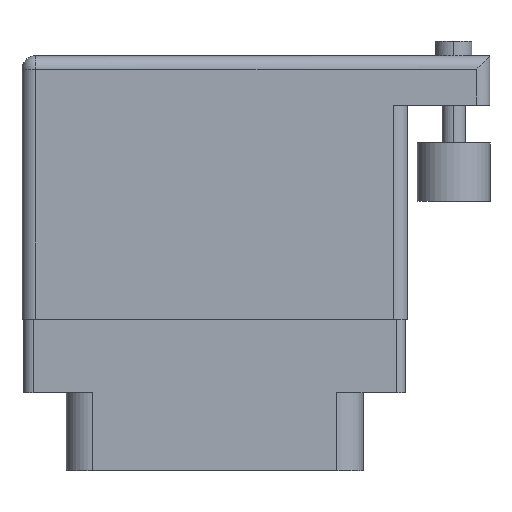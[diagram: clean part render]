
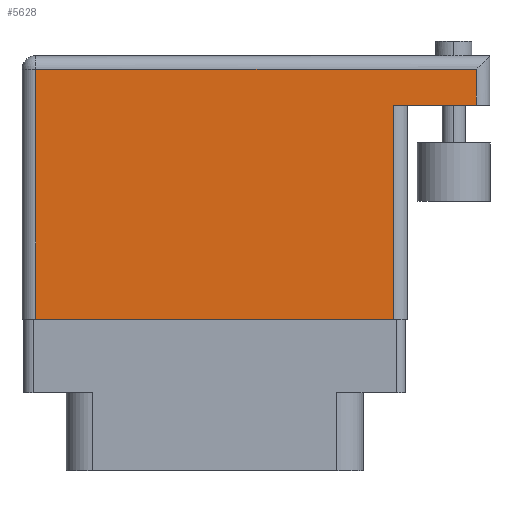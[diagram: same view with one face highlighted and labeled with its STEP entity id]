
A CAD part, front view. The second image highlights one B-rep face of the part: STEP entity #5628.
In plain terms, the highlighted face is planar.
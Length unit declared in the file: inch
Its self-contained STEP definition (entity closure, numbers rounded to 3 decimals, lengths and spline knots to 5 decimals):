
#1034 = VECTOR ( 'NONE', #12791, 39.37008 ) ;
#1508 = DIRECTION ( 'NONE',  ( 0., 0., -1. ) ) ;
#1661 = DIRECTION ( 'NONE',  ( 1., 0., 0. ) ) ;
#2326 = VERTEX_POINT ( 'NONE', #20111 ) ;
#3005 = LINE ( 'NONE', #10972, #1034 ) ;
#4113 = EDGE_CURVE ( 'NONE', #11134, #2326, #14886, .T. ) ;
#4781 = ORIENTED_EDGE ( 'NONE', *, *, #15048, .T. ) ;
#5064 = VECTOR ( 'NONE', #18131, 39.37008 ) ;
#5628 = ADVANCED_FACE ( 'NONE', ( #16511 ), #8634, .F. ) ;
#5742 = CARTESIAN_POINT ( 'NONE',  ( 1.278, 0., 0. ) ) ;
#6213 = VERTEX_POINT ( 'NONE', #17619 ) ;
#7196 = CARTESIAN_POINT ( 'NONE',  ( 0., 0., 0. ) ) ;
#7729 = CARTESIAN_POINT ( 'NONE',  ( 1.278, 0.736, 0. ) ) ;
#8407 = DIRECTION ( 'NONE',  ( -1., 0., 0. ) ) ;
#8634 = PLANE ( 'NONE',  #15543 ) ;
#8692 = DIRECTION ( 'NONE',  ( 0., 1., 0. ) ) ;
#9029 = CARTESIAN_POINT ( 'NONE',  ( 1.278, 0.736, 0. ) ) ;
#10325 = VERTEX_POINT ( 'NONE', #12724 ) ;
#10333 = CARTESIAN_POINT ( 'NONE',  ( 1.562, 0.906, 0. ) ) ;
#10887 = EDGE_CURVE ( 'NONE', #6213, #10325, #19994, .T. ) ;
#10972 = CARTESIAN_POINT ( 'NONE',  ( 0., 0.859, 0. ) ) ;
#11134 = VERTEX_POINT ( 'NONE', #12078 ) ;
#11224 = LINE ( 'NONE', #7196, #17671 ) ;
#12078 = CARTESIAN_POINT ( 'NONE',  ( 0.047, 0.859, 0. ) ) ;
#12552 = ORIENTED_EDGE ( 'NONE', *, *, #20920, .T. ) ;
#12724 = CARTESIAN_POINT ( 'NONE',  ( 1.562, 0.859, 0. ) ) ;
#12791 = DIRECTION ( 'NONE',  ( -1., 0., 0. ) ) ;
#12806 = DIRECTION ( 'NONE',  ( 0., 1., 0. ) ) ;
#14197 = LINE ( 'NONE', #9029, #14465 ) ;
#14442 = ORIENTED_EDGE ( 'NONE', *, *, #20782, .F. ) ;
#14465 = VECTOR ( 'NONE', #12806, 39.37008 ) ;
#14886 = LINE ( 'NONE', #19864, #5064 ) ;
#15048 = EDGE_CURVE ( 'NONE', #20688, #16904, #14197, .T. ) ;
#15543 = AXIS2_PLACEMENT_3D ( 'NONE', #22812, #1508, #8407 ) ;
#15607 = VECTOR ( 'NONE', #20775, 39.37008 ) ;
#16511 = FACE_OUTER_BOUND ( 'NONE', #21914, .T. ) ;
#16904 = VERTEX_POINT ( 'NONE', #7729 ) ;
#17619 = CARTESIAN_POINT ( 'NONE',  ( 1.562, 0.736, 0. ) ) ;
#17671 = VECTOR ( 'NONE', #1661, 39.37008 ) ;
#17796 = EDGE_CURVE ( 'NONE', #2326, #20688, #11224, .T. ) ;
#18131 = DIRECTION ( 'NONE',  ( 0., -1., 0. ) ) ;
#19864 = CARTESIAN_POINT ( 'NONE',  ( 0.047, 0., 0. ) ) ;
#19994 = LINE ( 'NONE', #10333, #20281 ) ;
#20111 = CARTESIAN_POINT ( 'NONE',  ( 0.047, 0., 0. ) ) ;
#20219 = ORIENTED_EDGE ( 'NONE', *, *, #17796, .T. ) ;
#20281 = VECTOR ( 'NONE', #8692, 39.37008 ) ;
#20391 = LINE ( 'NONE', #22588, #15607 ) ;
#20688 = VERTEX_POINT ( 'NONE', #5742 ) ;
#20775 = DIRECTION ( 'NONE',  ( -1., 0., 0. ) ) ;
#20782 = EDGE_CURVE ( 'NONE', #6213, #16904, #20391, .T. ) ;
#20920 = EDGE_CURVE ( 'NONE', #10325, #11134, #3005, .T. ) ;
#21014 = ORIENTED_EDGE ( 'NONE', *, *, #10887, .T. ) ;
#21914 = EDGE_LOOP ( 'NONE', ( #20219, #4781, #14442, #21014, #12552, #22821 ) ) ;
#22588 = CARTESIAN_POINT ( 'NONE',  ( 1.609, 0.736, 0. ) ) ;
#22812 = CARTESIAN_POINT ( 'NONE',  ( 0., 0.906, 0. ) ) ;
#22821 = ORIENTED_EDGE ( 'NONE', *, *, #4113, .T. ) ;
